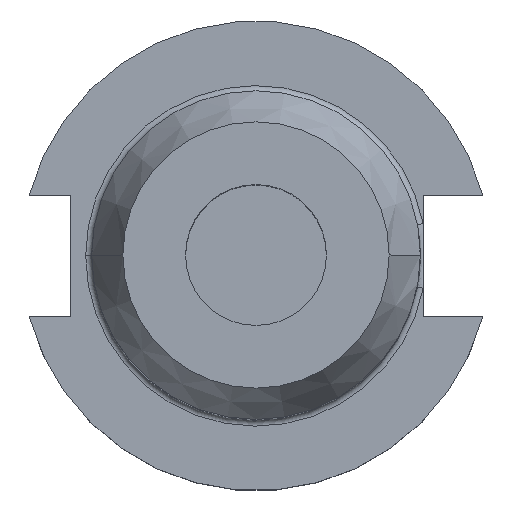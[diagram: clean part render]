
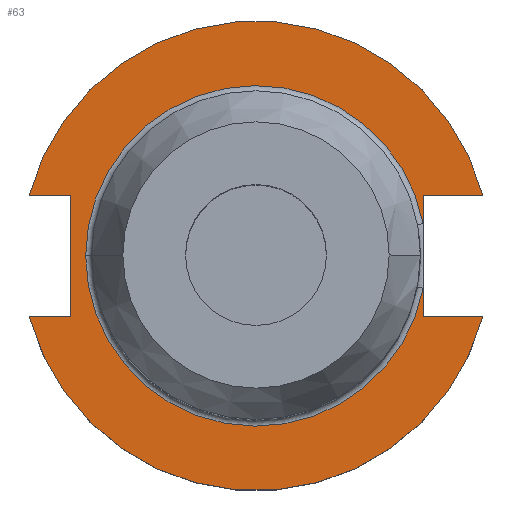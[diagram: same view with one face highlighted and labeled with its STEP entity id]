
A CAD part, top view. The second image highlights one B-rep face of the part: STEP entity #63.
In plain terms, the highlighted planar face has unit normal (0, 0, 1).
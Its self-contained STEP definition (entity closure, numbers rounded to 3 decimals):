
#58 = ORIENTED_EDGE ( 'NONE', *, *, #1294, .F. ) ;
#63 = ADVANCED_FACE ( 'NONE', ( #247 ), #1290, .F. ) ;
#67 = EDGE_CURVE ( 'NONE', #463, #308, #888, .T. ) ;
#75 = ORIENTED_EDGE ( 'NONE', *, *, #1036, .T. ) ;
#104 = EDGE_CURVE ( 'NONE', #1450, #1573, #1176, .T. ) ;
#147 = CARTESIAN_POINT ( 'NONE',  ( 22.606, 22.225, 19.05 ) ) ;
#159 = DIRECTION ( 'NONE',  ( 0., -1., 0. ) ) ;
#178 = CARTESIAN_POINT ( 'NONE',  ( 22.606, 8.191, 19.05 ) ) ;
#186 = AXIS2_PLACEMENT_3D ( 'NONE', #687, #1031, #414 ) ;
#216 = DIRECTION ( 'NONE',  ( -1., 0., 0. ) ) ;
#217 = EDGE_LOOP ( 'NONE', ( #1305, #304, #75, #663, #1546, #1529, #860, #1293, #547, #392, #58 ) ) ;
#244 = DIRECTION ( 'NONE',  ( 0., 1., 0. ) ) ;
#247 = FACE_OUTER_BOUND ( 'NONE', #217, .T. ) ;
#260 = VERTEX_POINT ( 'NONE', #378 ) ;
#262 = AXIS2_PLACEMENT_3D ( 'NONE', #1285, #545, #1422 ) ;
#265 = DIRECTION ( 'NONE',  ( -1., 0., 0. ) ) ;
#278 = CARTESIAN_POINT ( 'NONE',  ( 30.675, -8.191, 19.05 ) ) ;
#283 = VECTOR ( 'NONE', #216, 1000. ) ;
#304 = ORIENTED_EDGE ( 'NONE', *, *, #758, .T. ) ;
#308 = VERTEX_POINT ( 'NONE', #801 ) ;
#311 = CIRCLE ( 'NONE', #501, 23.025 ) ;
#359 = VECTOR ( 'NONE', #244, 1000. ) ;
#378 = CARTESIAN_POINT ( 'NONE',  ( -30.675, -8.191, 19.05 ) ) ;
#388 = VERTEX_POINT ( 'NONE', #178 ) ;
#392 = ORIENTED_EDGE ( 'NONE', *, *, #1282, .T. ) ;
#407 = LINE ( 'NONE', #1506, #695 ) ;
#414 = DIRECTION ( 'NONE',  ( 1., 0., 0. ) ) ;
#447 = CARTESIAN_POINT ( 'NONE',  ( 0., 8.191, 19.05 ) ) ;
#463 = VERTEX_POINT ( 'NONE', #870 ) ;
#501 = AXIS2_PLACEMENT_3D ( 'NONE', #1475, #1249, #265 ) ;
#508 = EDGE_CURVE ( 'NONE', #567, #1005, #407, .T. ) ;
#528 = VECTOR ( 'NONE', #1161, 1000. ) ;
#533 = VECTOR ( 'NONE', #159, 1000. ) ;
#535 = EDGE_CURVE ( 'NONE', #891, #388, #1015, .T. ) ;
#545 = DIRECTION ( 'NONE',  ( 0., 0., -1. ) ) ;
#547 = ORIENTED_EDGE ( 'NONE', *, *, #639, .F. ) ;
#560 = LINE ( 'NONE', #1034, #528 ) ;
#567 = VERTEX_POINT ( 'NONE', #719 ) ;
#639 = EDGE_CURVE ( 'NONE', #260, #308, #813, .T. ) ;
#663 = ORIENTED_EDGE ( 'NONE', *, *, #535, .T. ) ;
#687 = CARTESIAN_POINT ( 'NONE',  ( 0., 0., 19.05 ) ) ;
#695 = VECTOR ( 'NONE', #897, 1000. ) ;
#717 = AXIS2_PLACEMENT_3D ( 'NONE', #1167, #1196, #1217 ) ;
#719 = CARTESIAN_POINT ( 'NONE',  ( 22.606, -8.191, 19.05 ) ) ;
#752 = CARTESIAN_POINT ( 'NONE',  ( 22.606, -4.373, 19.05 ) ) ;
#758 = EDGE_CURVE ( 'NONE', #1005, #1044, #311, .T. ) ;
#785 = VECTOR ( 'NONE', #1460, 1000. ) ;
#797 = CARTESIAN_POINT ( 'NONE',  ( 0., 0., 19.05 ) ) ;
#801 = CARTESIAN_POINT ( 'NONE',  ( -25.091, -8.191, 19.05 ) ) ;
#811 = DIRECTION ( 'NONE',  ( 0., 0., 1. ) ) ;
#813 = LINE ( 'NONE', #1454, #785 ) ;
#823 = DIRECTION ( 'NONE',  ( 1., 0., 0. ) ) ;
#860 = ORIENTED_EDGE ( 'NONE', *, *, #1045, .T. ) ;
#870 = CARTESIAN_POINT ( 'NONE',  ( -25.091, 8.191, 19.05 ) ) ;
#888 = LINE ( 'NONE', #910, #533 ) ;
#891 = VERTEX_POINT ( 'NONE', #994 ) ;
#897 = DIRECTION ( 'NONE',  ( 0., 1., 0. ) ) ;
#910 = CARTESIAN_POINT ( 'NONE',  ( -25.091, 8.191, 19.05 ) ) ;
#936 = DIRECTION ( 'NONE',  ( 1., 0., 0. ) ) ;
#994 = CARTESIAN_POINT ( 'NONE',  ( 22.606, 4.373, 19.05 ) ) ;
#1005 = VERTEX_POINT ( 'NONE', #752 ) ;
#1015 = LINE ( 'NONE', #147, #359 ) ;
#1031 = DIRECTION ( 'NONE',  ( 0., 0., 1. ) ) ;
#1034 = CARTESIAN_POINT ( 'NONE',  ( 0., -8.191, 19.05 ) ) ;
#1036 = EDGE_CURVE ( 'NONE', #1044, #891, #1308, .T. ) ;
#1044 = VERTEX_POINT ( 'NONE', #1070 ) ;
#1045 = EDGE_CURVE ( 'NONE', #1573, #463, #1449, .T. ) ;
#1070 = CARTESIAN_POINT ( 'NONE',  ( -23.025, 0., 19.05 ) ) ;
#1073 = CARTESIAN_POINT ( 'NONE',  ( -30.675, 8.191, 19.05 ) ) ;
#1086 = AXIS2_PLACEMENT_3D ( 'NONE', #797, #811, #936 ) ;
#1110 = VECTOR ( 'NONE', #823, 1000. ) ;
#1161 = DIRECTION ( 'NONE',  ( 1., 0., 0. ) ) ;
#1167 = CARTESIAN_POINT ( 'NONE',  ( 0., 0., 19.05 ) ) ;
#1170 = CIRCLE ( 'NONE', #1086, 31.75 ) ;
#1176 = CIRCLE ( 'NONE', #186, 31.75 ) ;
#1196 = DIRECTION ( 'NONE',  ( 0., 0., -1. ) ) ;
#1217 = DIRECTION ( 'NONE',  ( -1., 0., 0. ) ) ;
#1232 = CARTESIAN_POINT ( 'NONE',  ( 30.675, 8.191, 19.05 ) ) ;
#1249 = DIRECTION ( 'NONE',  ( 0., 0., -1. ) ) ;
#1275 = EDGE_CURVE ( 'NONE', #1450, #388, #1544, .T. ) ;
#1282 = EDGE_CURVE ( 'NONE', #260, #1464, #1170, .T. ) ;
#1285 = CARTESIAN_POINT ( 'NONE',  ( 0., 22.225, 19.05 ) ) ;
#1290 = PLANE ( 'NONE',  #262 ) ;
#1293 = ORIENTED_EDGE ( 'NONE', *, *, #67, .T. ) ;
#1294 = EDGE_CURVE ( 'NONE', #567, #1464, #560, .T. ) ;
#1305 = ORIENTED_EDGE ( 'NONE', *, *, #508, .T. ) ;
#1308 = CIRCLE ( 'NONE', #717, 23.025 ) ;
#1422 = DIRECTION ( 'NONE',  ( -1., 0., 0. ) ) ;
#1449 = LINE ( 'NONE', #1466, #1110 ) ;
#1450 = VERTEX_POINT ( 'NONE', #1232 ) ;
#1454 = CARTESIAN_POINT ( 'NONE',  ( -61.091, -8.191, 19.05 ) ) ;
#1460 = DIRECTION ( 'NONE',  ( 1., 0., 0. ) ) ;
#1464 = VERTEX_POINT ( 'NONE', #278 ) ;
#1466 = CARTESIAN_POINT ( 'NONE',  ( -61.091, 8.191, 19.05 ) ) ;
#1475 = CARTESIAN_POINT ( 'NONE',  ( 0., 0., 19.05 ) ) ;
#1506 = CARTESIAN_POINT ( 'NONE',  ( 22.606, 22.225, 19.05 ) ) ;
#1529 = ORIENTED_EDGE ( 'NONE', *, *, #104, .T. ) ;
#1544 = LINE ( 'NONE', #447, #283 ) ;
#1546 = ORIENTED_EDGE ( 'NONE', *, *, #1275, .F. ) ;
#1573 = VERTEX_POINT ( 'NONE', #1073 ) ;
